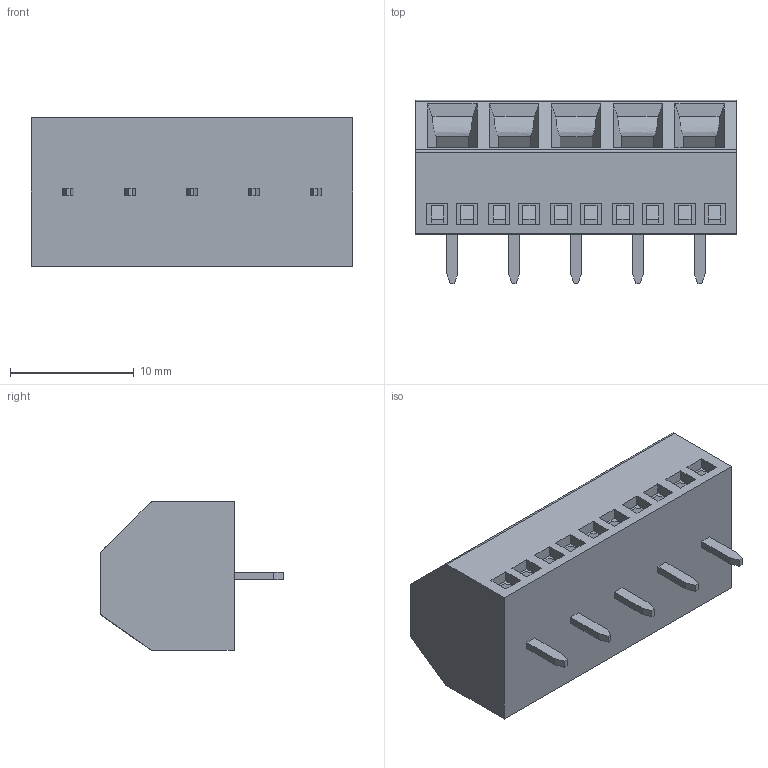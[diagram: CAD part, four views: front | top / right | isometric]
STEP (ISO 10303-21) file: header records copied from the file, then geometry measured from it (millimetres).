
FILE_DESCRIPTION (( 'STEP AP214' ), '1' );
FILE_NAME ('DG127S-5.0-05P-14-00AH.STEP', '2021-01-03T04:19:57', ( '' ), ( '' ), 'SwSTEP 2.0', 'SolidWorks 2020', '' );
FILE_SCHEMA (( 'AUTOMOTIVE_DESIGN' ));
Length unit declared in the file: millimetre
Products named in the file (1): DG127S-5.0-05P-14-00AH
Bounding box: 26 x 14.8 x 12 mm (x, y, z)
Volume: 2647.8 mm3; surface area: 1987.8 mm2
Topology: 1 solids, 1 shells, 616 faces, 1654 edges, 1101 vertices
Faces by surface type: plane 397, bspline 161, cylinder 43, torus 15
Entity records: 30963 total; most frequent: CARTESIAN_POINT 12483, ORIENTED_EDGE 3308, DIRECTION 2320, EDGE_CURVE 1654, VECTOR 1156, LINE 1156, VERTEX_POINT 1101, EDGE_LOOP 677
